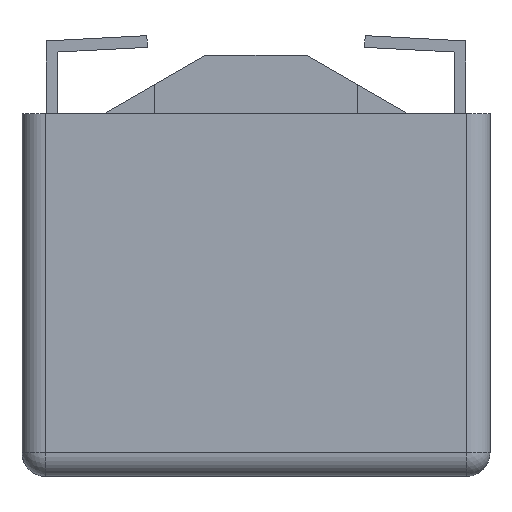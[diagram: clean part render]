
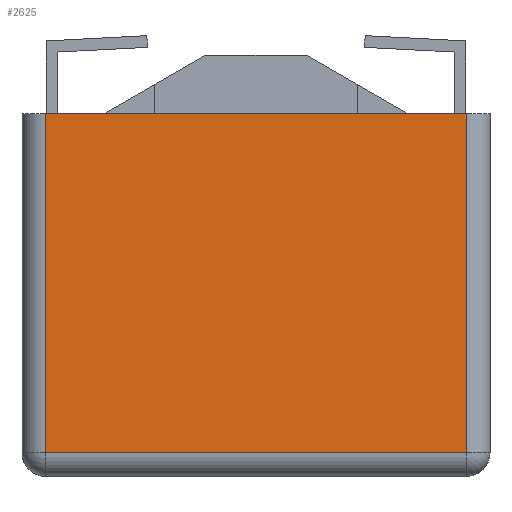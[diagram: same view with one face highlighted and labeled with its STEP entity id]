
A CAD part, left-side view. The second image highlights one B-rep face of the part: STEP entity #2625.
In plain terms, the highlighted planar face has unit normal (-1, 0, 0).
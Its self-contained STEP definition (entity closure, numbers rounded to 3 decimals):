
#38=DIRECTION('',(0.,-1.,0.));
#39=VECTOR('',#38,5.4);
#40=CARTESIAN_POINT('',(-5.,2.7,-1.));
#41=LINE('',#40,#39);
#177=DIRECTION('',(0.,0.,-1.));
#178=VECTOR('',#177,4.35);
#179=CARTESIAN_POINT('',(-5.,-2.7,-1.));
#180=LINE('',#179,#178);
#184=DIRECTION('',(0.,1.,0.));
#185=VECTOR('',#184,5.4);
#186=CARTESIAN_POINT('',(-5.,-2.7,-5.35));
#187=LINE('',#186,#185);
#191=DIRECTION('',(0.,0.,-1.));
#192=VECTOR('',#191,4.35);
#193=CARTESIAN_POINT('',(-5.,2.7,-1.));
#194=LINE('',#193,#192);
#2121=CARTESIAN_POINT('',(-5.,-2.7,-1.));
#2123=VERTEX_POINT('',#2121);
#2127=CARTESIAN_POINT('',(-5.,-2.7,-5.35));
#2128=VERTEX_POINT('',#2127);
#2130=CARTESIAN_POINT('',(-5.,2.7,-1.));
#2132=VERTEX_POINT('',#2130);
#2133=CARTESIAN_POINT('',(-5.,2.7,-5.35));
#2134=VERTEX_POINT('',#2133);
#2612=CARTESIAN_POINT('',(-5.,3.,-1.));
#2613=DIRECTION('',(-1.,0.,0.));
#2614=DIRECTION('',(0.,-1.,0.));
#2615=AXIS2_PLACEMENT_3D('',#2612,#2613,#2614);
#2616=PLANE('',#2615);
#2618=ORIENTED_EDGE('',*,*,#2617,.T.);
#2620=ORIENTED_EDGE('',*,*,#2619,.T.);
#2621=ORIENTED_EDGE('',*,*,#2604,.F.);
#2622=ORIENTED_EDGE('',*,*,#2510,.T.);
#2623=EDGE_LOOP('',(#2618,#2620,#2621,#2622));
#2624=FACE_OUTER_BOUND('',#2623,.F.);
#2510=EDGE_CURVE('',#2132,#2123,#41,.T.);
#2604=EDGE_CURVE('',#2132,#2134,#194,.T.);
#2617=EDGE_CURVE('',#2123,#2128,#180,.T.);
#2619=EDGE_CURVE('',#2128,#2134,#187,.T.);
#2625=ADVANCED_FACE('',(#2624),#2616,.T.);
